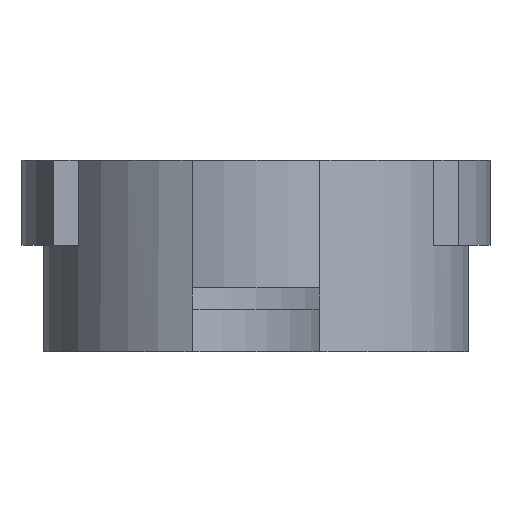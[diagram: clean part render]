
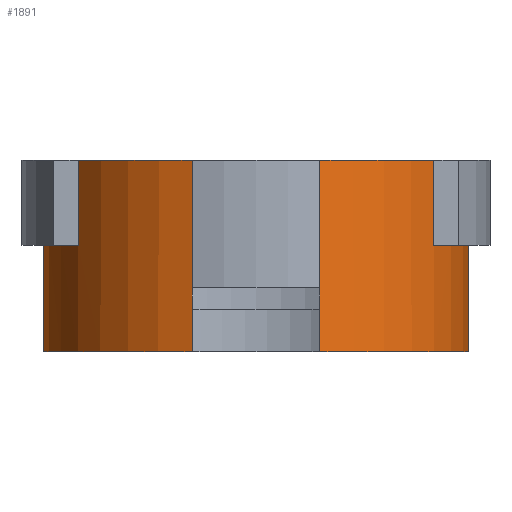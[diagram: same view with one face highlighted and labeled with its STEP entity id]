
A CAD part, front view. The second image highlights one B-rep face of the part: STEP entity #1891.
In plain terms, the highlighted cylindrical face has radius 508 mm (diameter 1016 mm), a partial arc.
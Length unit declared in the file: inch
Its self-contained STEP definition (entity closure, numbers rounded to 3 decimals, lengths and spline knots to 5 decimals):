
#54=CARTESIAN_POINT('',(0.,0.,0.));
#55=DIRECTION('',(0.,0.,1.));
#56=DIRECTION('',(0.3,-0.954,0.));
#57=AXIS2_PLACEMENT_3D('',#54,#55,#56);
#290=CARTESIAN_POINT('',(0.,0.,18.));
#291=DIRECTION('',(0.,0.,1.));
#292=DIRECTION('',(0.3,-0.954,0.));
#293=AXIS2_PLACEMENT_3D('',#290,#291,#292);
#300=CARTESIAN_POINT('',(0.,0.,18.));
#301=DIRECTION('',(0.,0.,1.));
#302=DIRECTION('',(-0.835,-0.55,0.));
#303=AXIS2_PLACEMENT_3D('',#300,#301,#302);
#489=CARTESIAN_POINT('',(0.,0.,10.));
#490=DIRECTION('',(0.,0.,1.));
#491=DIRECTION('',(0.835,-0.55,0.));
#492=AXIS2_PLACEMENT_3D('',#489,#490,#491);
#494=DIRECTION('',(0.,0.,1.));
#495=VECTOR('',#494,8.);
#496=CARTESIAN_POINT('',(-16.70329,-11.,10.));
#497=LINE('',#496,#495);
#498=DIRECTION('',(0.,0.,1.));
#499=VECTOR('',#498,6.);
#500=CARTESIAN_POINT('',(6.,-19.07878,0.));
#501=LINE('',#500,#499);
#502=DIRECTION('',(0.,0.,1.));
#503=VECTOR('',#502,12.);
#504=CARTESIAN_POINT('',(-6.,-19.07878,6.));
#505=LINE('',#504,#503);
#506=DIRECTION('',(0.,0.,-1.));
#507=VECTOR('',#506,12.);
#508=CARTESIAN_POINT('',(6.,-19.07878,18.));
#509=LINE('',#508,#507);
#527=DIRECTION('',(0.,0.,1.));
#528=VECTOR('',#527,6.);
#529=CARTESIAN_POINT('',(-6.,-19.07878,0.));
#530=LINE('',#529,#528);
#752=DIRECTION('',(0.,0.,1.));
#753=VECTOR('',#752,8.);
#754=CARTESIAN_POINT('',(16.70329,-11.,10.));
#755=LINE('',#754,#753);
#951=CARTESIAN_POINT('',(-6.,-19.07878,0.));
#953=VERTEX_POINT('',#951);
#957=CARTESIAN_POINT('',(6.,-19.07878,0.));
#958=VERTEX_POINT('',#957);
#1087=CARTESIAN_POINT('',(-6.,-19.07878,6.));
#1088=VERTEX_POINT('',#1087);
#1089=CARTESIAN_POINT('',(6.,-19.07878,6.));
#1090=VERTEX_POINT('',#1089);
#1091=CARTESIAN_POINT('',(16.70329,-11.,10.));
#1092=CARTESIAN_POINT('',(-16.70329,-11.,10.));
#1093=VERTEX_POINT('',#1091);
#1094=VERTEX_POINT('',#1092);
#1151=CARTESIAN_POINT('',(-16.70329,-11.,18.));
#1152=VERTEX_POINT('',#1151);
#1153=CARTESIAN_POINT('',(-6.,-19.07878,18.));
#1154=VERTEX_POINT('',#1153);
#1155=CARTESIAN_POINT('',(6.,-19.07878,18.));
#1156=VERTEX_POINT('',#1155);
#1157=CARTESIAN_POINT('',(16.70329,-11.,18.));
#1158=VERTEX_POINT('',#1157);
#1869=CARTESIAN_POINT('',(0.,0.,0.));
#1870=DIRECTION('',(0.,0.,1.));
#1871=DIRECTION('',(0.,1.,0.));
#1872=AXIS2_PLACEMENT_3D('',#1869,#1870,#1871);
#1873=CYLINDRICAL_SURFACE('',#1872,20.);
#1875=ORIENTED_EDGE('',*,*,#1874,.F.);
#1876=ORIENTED_EDGE('',*,*,#1649,.T.);
#1878=ORIENTED_EDGE('',*,*,#1877,.F.);
#1879=ORIENTED_EDGE('',*,*,#1841,.T.);
#1880=ORIENTED_EDGE('',*,*,#1863,.T.);
#1881=ORIENTED_EDGE('',*,*,#1653,.T.);
#1883=ORIENTED_EDGE('',*,*,#1882,.F.);
#1885=ORIENTED_EDGE('',*,*,#1884,.F.);
#1886=ORIENTED_EDGE('',*,*,#1218,.F.);
#1888=ORIENTED_EDGE('',*,*,#1887,.T.);
#1889=EDGE_LOOP('',(#1875,#1876,#1878,#1879,#1880,#1881,#1883,#1885,#1886,
#1888));
#1890=FACE_OUTER_BOUND('',#1889,.F.);
#1891=ADVANCED_FACE('',(#1890),#1873,.T.);
#58=CIRCLE('',#57,20.);
#294=CIRCLE('',#293,20.);
#304=CIRCLE('',#303,20.);
#493=CIRCLE('',#492,20.);
#1218=EDGE_CURVE('',#958,#953,#58,.T.);
#1649=EDGE_CURVE('',#1156,#1158,#294,.T.);
#1653=EDGE_CURVE('',#1152,#1154,#304,.T.);
#1841=EDGE_CURVE('',#1093,#1094,#493,.T.);
#1863=EDGE_CURVE('',#1094,#1152,#497,.T.);
#1874=EDGE_CURVE('',#1156,#1090,#509,.T.);
#1877=EDGE_CURVE('',#1093,#1158,#755,.T.);
#1882=EDGE_CURVE('',#1088,#1154,#505,.T.);
#1884=EDGE_CURVE('',#953,#1088,#530,.T.);
#1887=EDGE_CURVE('',#958,#1090,#501,.T.);
